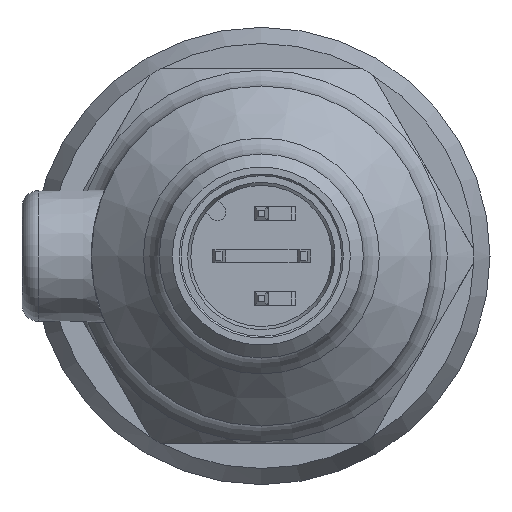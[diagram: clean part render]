
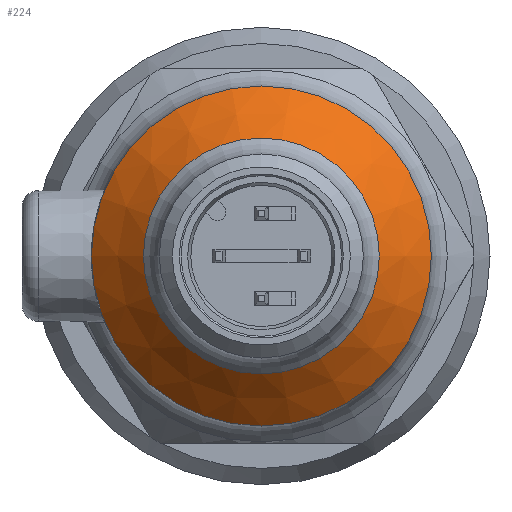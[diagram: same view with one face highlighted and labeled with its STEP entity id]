
A CAD part, left-side view. The second image highlights one B-rep face of the part: STEP entity #224.
In plain terms, the highlighted conical face has half-angle 45 degrees and reference radius 6.937 mm.
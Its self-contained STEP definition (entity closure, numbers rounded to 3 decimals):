
#224 = ADVANCED_FACE( '', ( #545, #546 ), #547, .T. );
#545 = FACE_OUTER_BOUND( '', #985, .T. );
#546 = FACE_BOUND( '', #986, .T. );
#547 = CONICAL_SURFACE( '', #987, 6.937, 0.785 );
#985 = EDGE_LOOP( '', ( #1599 ) );
#986 = EDGE_LOOP( '', ( #1600 ) );
#987 = AXIS2_PLACEMENT_3D( '', #1601, #1602, #1603 );
#1599 = ORIENTED_EDGE( '', *, *, #2601, .F. );
#1600 = ORIENTED_EDGE( '', *, *, #2602, .T. );
#1601 = CARTESIAN_POINT( '', ( -72.563, 0., 0. ) );
#1602 = DIRECTION( '', ( 1., 0., 0. ) );
#1603 = DIRECTION( '', ( 0., 1., 0. ) );
#2601 = EDGE_CURVE( '', #3148, #3148, #3149, .T. );
#2602 = EDGE_CURVE( '', #3150, #3150, #3151, .T. );
#3148 = VERTEX_POINT( '', #3908 );
#3149 = CIRCLE( '', #3909, 10. );
#3150 = VERTEX_POINT( '', #3910 );
#3151 = CIRCLE( '', #3911, 6.937 );
#3908 = CARTESIAN_POINT( '', ( -69.5, 10., 0. ) );
#3909 = AXIS2_PLACEMENT_3D( '', #4677, #4678, #4679 );
#3910 = CARTESIAN_POINT( '', ( -72.563, 6.937, 0. ) );
#3911 = AXIS2_PLACEMENT_3D( '', #4680, #4681, #4682 );
#4677 = CARTESIAN_POINT( '', ( -69.5, 0., 0. ) );
#4678 = DIRECTION( '', ( 1., 0., 0. ) );
#4679 = DIRECTION( '', ( 0., 1., 0. ) );
#4680 = CARTESIAN_POINT( '', ( -72.563, 0., 0. ) );
#4681 = DIRECTION( '', ( 1., 0., 0. ) );
#4682 = DIRECTION( '', ( 0., 1., 0. ) );
